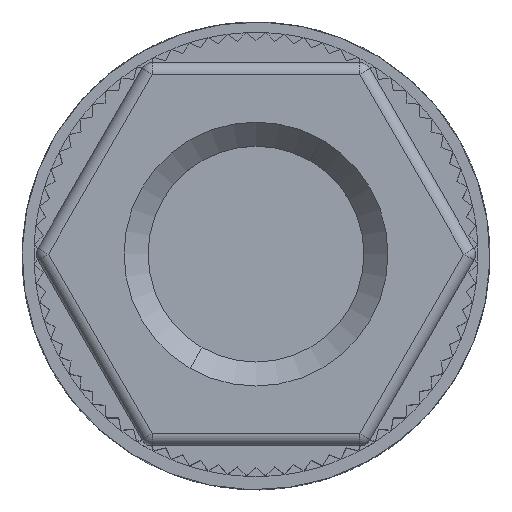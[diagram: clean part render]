
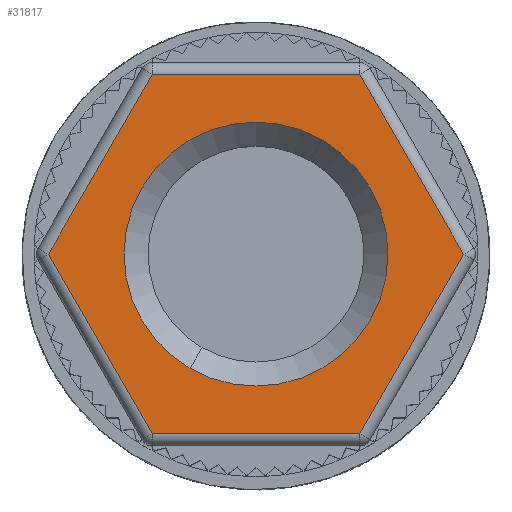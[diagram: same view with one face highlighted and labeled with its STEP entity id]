
A CAD part, top view. The second image highlights one B-rep face of the part: STEP entity #31817.
In plain terms, the highlighted planar face has unit normal (0, 0, 1).
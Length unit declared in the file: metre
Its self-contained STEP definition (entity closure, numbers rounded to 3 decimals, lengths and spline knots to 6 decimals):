
#10403=DIRECTION('',(-0.5,-0.866,0.));
#10404=VECTOR('',#10403,0.008649);
#10405=CARTESIAN_POINT('',(-0.008225,0.,0.0771));
#10406=LINE('',#10405,#10404);
#10426=DIRECTION('',(-1.,0.,0.));
#10427=VECTOR('',#10426,0.008649);
#10428=CARTESIAN_POINT('',(-0.012549,0.00749,0.0771));
#10429=LINE('',#10428,#10427);
#10430=DIRECTION('',(-0.5,0.866,0.));
#10431=VECTOR('',#10430,0.008649);
#10432=CARTESIAN_POINT('',(-0.008225,0.,0.0771));
#10433=LINE('',#10432,#10431);
#10434=DIRECTION('',(1.,0.,0.));
#10435=VECTOR('',#10434,0.008649);
#10436=CARTESIAN_POINT('',(-0.021198,-0.00749,0.0771));
#10437=LINE('',#10436,#10435);
#10438=DIRECTION('',(0.5,-0.866,0.));
#10439=VECTOR('',#10438,0.008649);
#10440=CARTESIAN_POINT('',(-0.025522,0.,0.0771));
#10441=LINE('',#10440,#10439);
#10442=CARTESIAN_POINT('',(-0.016873,0.,0.0771));
#10443=DIRECTION('',(0.,0.,-1.));
#10444=DIRECTION('',(0.5,0.866,0.));
#10445=AXIS2_PLACEMENT_3D('',#10442,#10443,#10444);
#10447=CARTESIAN_POINT('',(-0.016873,0.,0.0771));
#10448=DIRECTION('',(0.,0.,-1.));
#10449=DIRECTION('',(-0.5,-0.866,0.));
#10450=AXIS2_PLACEMENT_3D('',#10447,#10448,#10449);
#10720=DIRECTION('',(0.5,0.866,0.));
#10721=VECTOR('',#10720,0.008649);
#10722=CARTESIAN_POINT('',(-0.025522,0.,0.0771));
#10723=LINE('',#10722,#10721);
#16472=CARTESIAN_POINT('',(-0.021198,-0.00749,0.0771));
#16473=VERTEX_POINT('',#16472);
#17226=CARTESIAN_POINT('',(-0.021198,0.00749,0.0771));
#17228=VERTEX_POINT('',#17226);
#17231=CARTESIAN_POINT('',(-0.025522,0.,0.0771));
#17232=VERTEX_POINT('',#17231);
#18512=CARTESIAN_POINT('',(-0.008225,0.,0.0771));
#18513=VERTEX_POINT('',#18512);
#18514=CARTESIAN_POINT('',(-0.012549,-0.00749,0.0771));
#18515=VERTEX_POINT('',#18514);
#18939=CARTESIAN_POINT('',(-0.012549,0.00749,0.0771));
#18940=VERTEX_POINT('',#18939);
#19577=CARTESIAN_POINT('',(-0.019623,-0.004763,0.0771));
#19578=VERTEX_POINT('',#19577);
#19579=CARTESIAN_POINT('',(-0.014123,0.004763,0.0771));
#19580=VERTEX_POINT('',#19579);
#31796=CARTESIAN_POINT('',(-0.003034,-0.00799,0.0771));
#31797=DIRECTION('',(0.,0.,-1.));
#31798=DIRECTION('',(0.5,0.866,0.));
#31799=AXIS2_PLACEMENT_3D('',#31796,#31797,#31798);
#31800=PLANE('',#31799);
#31802=ORIENTED_EDGE('',*,*,#31801,.F.);
#31803=ORIENTED_EDGE('',*,*,#31787,.F.);
#31804=ORIENTED_EDGE('',*,*,#31763,.T.);
#31805=ORIENTED_EDGE('',*,*,#31641,.F.);
#31806=ORIENTED_EDGE('',*,*,#31516,.F.);
#31808=ORIENTED_EDGE('',*,*,#31807,.T.);
#31809=EDGE_LOOP('',(#31802,#31803,#31804,#31805,#31806,#31808));
#31810=FACE_OUTER_BOUND('',#31809,.F.);
#31812=ORIENTED_EDGE('',*,*,#31811,.F.);
#31814=ORIENTED_EDGE('',*,*,#31813,.F.);
#31815=EDGE_LOOP('',(#31812,#31814));
#31816=FACE_BOUND('',#31815,.F.);
#31817=ADVANCED_FACE('',(#31810,#31816),#31800,.F.);
#10446=CIRCLE('',#10445,0.0055);
#10451=CIRCLE('',#10450,0.0055);
#31516=EDGE_CURVE('',#17232,#16473,#10441,.T.);
#31641=EDGE_CURVE('',#16473,#18515,#10437,.T.);
#31763=EDGE_CURVE('',#18513,#18515,#10406,.T.);
#31787=EDGE_CURVE('',#18513,#18940,#10433,.T.);
#31801=EDGE_CURVE('',#18940,#17228,#10429,.T.);
#31807=EDGE_CURVE('',#17232,#17228,#10723,.T.);
#31811=EDGE_CURVE('',#19580,#19578,#10446,.T.);
#31813=EDGE_CURVE('',#19578,#19580,#10451,.T.);
